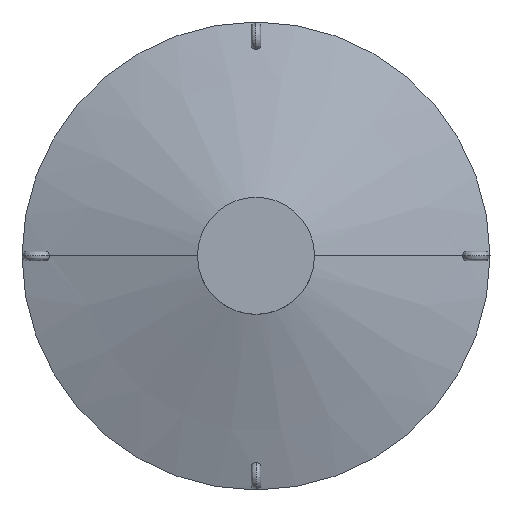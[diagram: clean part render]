
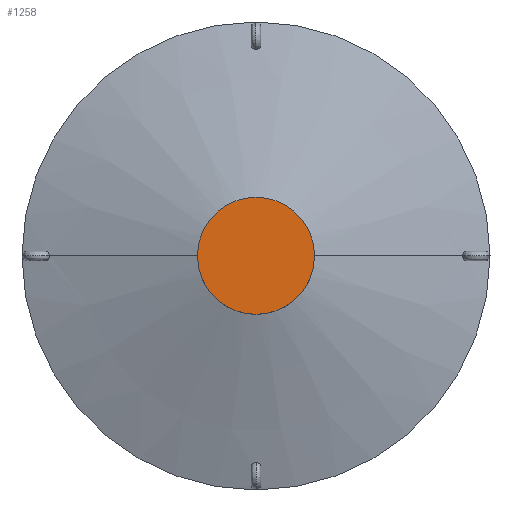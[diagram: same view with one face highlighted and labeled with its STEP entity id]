
A CAD part, top view. The second image highlights one B-rep face of the part: STEP entity #1258.
In plain terms, the highlighted planar face has unit normal (0, 0, 1).
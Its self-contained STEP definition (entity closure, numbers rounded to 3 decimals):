
#43 = VERTEX_POINT ( 'NONE', #1526 ) ;
#46 = EDGE_CURVE ( 'NONE', #1114, #43, #1460, .T. ) ;
#135 = FACE_OUTER_BOUND ( 'NONE', #194, .T. ) ;
#194 = EDGE_LOOP ( 'NONE', ( #445, #794 ) ) ;
#218 = CARTESIAN_POINT ( 'NONE',  ( 0., 0., 10. ) ) ;
#295 = PLANE ( 'NONE',  #1392 ) ;
#320 = CARTESIAN_POINT ( 'NONE',  ( 0., 0., 10. ) ) ;
#327 = EDGE_CURVE ( 'NONE', #43, #1114, #638, .T. ) ;
#407 = AXIS2_PLACEMENT_3D ( 'NONE', #218, #703, #514 ) ;
#445 = ORIENTED_EDGE ( 'NONE', *, *, #46, .T. ) ;
#514 = DIRECTION ( 'NONE',  ( 1., 0., 0. ) ) ;
#638 = CIRCLE ( 'NONE', #407, 5. ) ;
#703 = DIRECTION ( 'NONE',  ( 0., 0., 1. ) ) ;
#781 = CARTESIAN_POINT ( 'NONE',  ( 0., 0., 10. ) ) ;
#794 = ORIENTED_EDGE ( 'NONE', *, *, #327, .T. ) ;
#927 = DIRECTION ( 'NONE',  ( 1., 0., 0. ) ) ;
#1114 = VERTEX_POINT ( 'NONE', #1785 ) ;
#1227 = AXIS2_PLACEMENT_3D ( 'NONE', #320, #1988, #927 ) ;
#1258 = ADVANCED_FACE ( 'NONE', ( #135 ), #295, .T. ) ;
#1374 = DIRECTION ( 'NONE',  ( 1., 0., 0. ) ) ;
#1392 = AXIS2_PLACEMENT_3D ( 'NONE', #781, #1522, #1374 ) ;
#1460 = CIRCLE ( 'NONE', #1227, 5. ) ;
#1522 = DIRECTION ( 'NONE',  ( 0., 0., 1. ) ) ;
#1526 = CARTESIAN_POINT ( 'NONE',  ( 5., 0., 10. ) ) ;
#1785 = CARTESIAN_POINT ( 'NONE',  ( -5., 0., 10. ) ) ;
#1988 = DIRECTION ( 'NONE',  ( 0., 0., 1. ) ) ;
